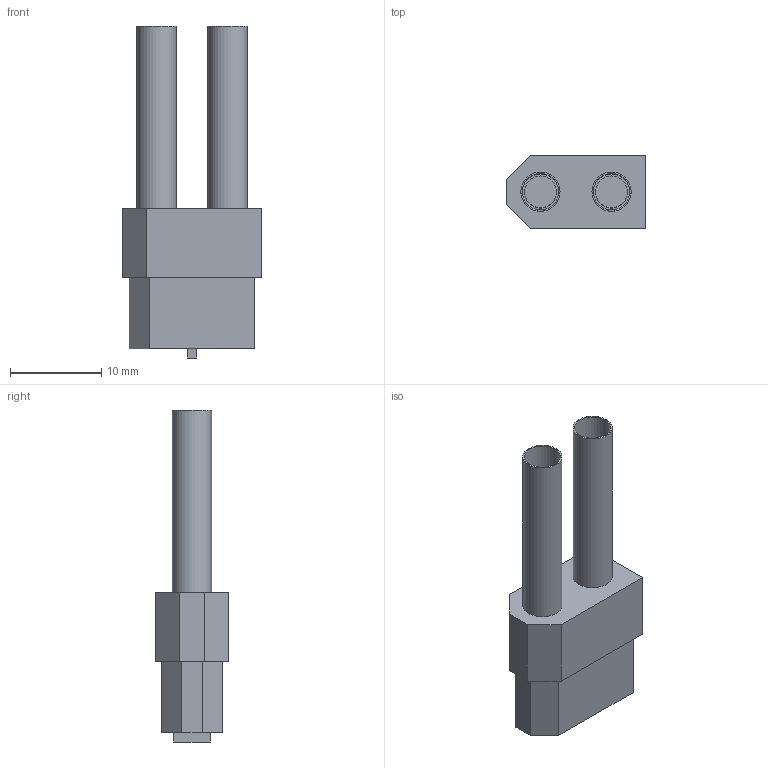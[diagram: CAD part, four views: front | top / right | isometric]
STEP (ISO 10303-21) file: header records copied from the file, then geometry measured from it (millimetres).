
FILE_DESCRIPTION(/* description */ (''),/* implementation_level */ '2;1');
FILE_NAME(/* name */ 'Zippy2800.stp',/* time_stamp */ '2014-04-26T21:07:06+01:00',/* author */ ('Rafal'),/* organization */ (''),/* preprocessor_version */ 'ST-DEVELOPER v15.2',/* originating_system */ 'Autodesk Inventor 2014',/* authorisation */ '');
FILE_SCHEMA (('AUTOMOTIVE_DESIGN { 1 0 10303 214 3 1 1 }'));
Length unit declared in the file: millimetre
Products named in the file (1): Zippy2800
Bounding box: 15.3 x 8.1 x 36.45 mm (x, y, z)
Volume: 1166.9 mm3; surface area: 3074.1 mm2
Topology: 3 solids, 4 shells, 218 faces, 559 edges, 355 vertices
Faces by surface type: plane 115, bspline 60, cylinder 43
Full cylindrical faces by diameter (mm): 3.5 x2, 4 x4, 4.3 x4
Entity records: 14455 total; most frequent: CARTESIAN_POINT 3989, ORIENTED_EDGE 2186, DIRECTION 1819, EDGE_CURVE 1089, LINE 711, VECTOR 711, VERTEX_POINT 694, AXIS2_PLACEMENT_3D 554
